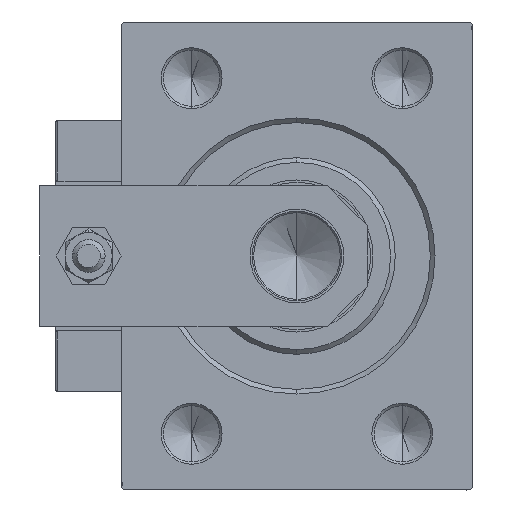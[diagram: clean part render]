
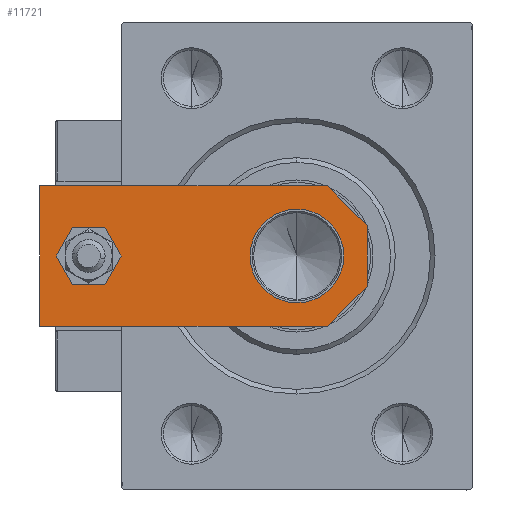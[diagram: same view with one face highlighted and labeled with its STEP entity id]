
A CAD part, left-side view. The second image highlights one B-rep face of the part: STEP entity #11721.
In plain terms, the highlighted face is planar.
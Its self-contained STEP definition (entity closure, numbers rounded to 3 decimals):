
#75 = EDGE_CURVE ( 'NONE', #45601, #32534, #48115, .T. ) ;
#252 = CARTESIAN_POINT ( 'NONE',  ( -15., 0., 8. ) ) ;
#283 = ORIENTED_EDGE ( 'NONE', *, *, #75, .T. ) ;
#303 = ORIENTED_EDGE ( 'NONE', *, *, #38972, .F. ) ;
#816 = VERTEX_POINT ( 'NONE', #51316 ) ;
#1366 = VERTEX_POINT ( 'NONE', #9277 ) ;
#1484 = FACE_BOUND ( 'NONE', #5738, .T. ) ;
#1796 = CARTESIAN_POINT ( 'NONE',  ( -15., 8.5, 8. ) ) ;
#2693 = VECTOR ( 'NONE', #34625, 1000. ) ;
#2991 = VERTEX_POINT ( 'NONE', #46180 ) ;
#3559 = CARTESIAN_POINT ( 'NONE',  ( 0., 59.5, 8. ) ) ;
#3872 = LINE ( 'NONE', #8025, #7553 ) ;
#5216 = CARTESIAN_POINT ( 'NONE',  ( -3.25, -3.25, 8. ) ) ;
#5650 = DIRECTION ( 'NONE',  ( 0., 1., 0. ) ) ;
#5738 = EDGE_LOOP ( 'NONE', ( #47120, #45897 ) ) ;
#5907 = LINE ( 'NONE', #41299, #24329 ) ;
#6783 = CARTESIAN_POINT ( 'NONE',  ( -6.5, 0., 8. ) ) ;
#7553 = VECTOR ( 'NONE', #23901, 1000. ) ;
#7767 = AXIS2_PLACEMENT_3D ( 'NONE', #47204, #44067, #27689 ) ;
#8025 = CARTESIAN_POINT ( 'NONE',  ( 3.25, -3.25, 8. ) ) ;
#9277 = CARTESIAN_POINT ( 'NONE',  ( 10., 15., 8. ) ) ;
#9313 = CIRCLE ( 'NONE', #40028, 4. ) ;
#10235 = ORIENTED_EDGE ( 'NONE', *, *, #34048, .T. ) ;
#11077 = ORIENTED_EDGE ( 'NONE', *, *, #37166, .T. ) ;
#11721 = ADVANCED_FACE ( 'NONE', ( #12376, #25424, #1484 ), #20199, .T. ) ;
#11776 = VERTEX_POINT ( 'NONE', #45190 ) ;
#12376 = FACE_BOUND ( 'NONE', #31321, .T. ) ;
#12807 = ORIENTED_EDGE ( 'NONE', *, *, #15936, .F. ) ;
#14166 = EDGE_CURVE ( 'NONE', #1366, #29661, #15213, .T. ) ;
#15090 = AXIS2_PLACEMENT_3D ( 'NONE', #32173, #28270, #24639 ) ;
#15213 = CIRCLE ( 'NONE', #40132, 10. ) ;
#15936 = EDGE_CURVE ( 'NONE', #2991, #45112, #36885, .T. ) ;
#16017 = CIRCLE ( 'NONE', #28481, 10. ) ;
#16100 = DIRECTION ( 'NONE',  ( 1., 0., 0. ) ) ;
#20199 = PLANE ( 'NONE',  #15090 ) ;
#20451 = CARTESIAN_POINT ( 'NONE',  ( 0., 15., 8. ) ) ;
#21027 = CARTESIAN_POINT ( 'NONE',  ( -10., 15., 8. ) ) ;
#21938 = CARTESIAN_POINT ( 'NONE',  ( -15., 70., 8. ) ) ;
#22569 = DIRECTION ( 'NONE',  ( -1., 0., 0. ) ) ;
#23901 = DIRECTION ( 'NONE',  ( 0.707, 0.707, 0. ) ) ;
#24329 = VECTOR ( 'NONE', #5650, 1000. ) ;
#24368 = DIRECTION ( 'NONE',  ( 0., 0., 1. ) ) ;
#24639 = DIRECTION ( 'NONE',  ( 1., 0., 0. ) ) ;
#25424 = FACE_OUTER_BOUND ( 'NONE', #44831, .T. ) ;
#26289 = CARTESIAN_POINT ( 'NONE',  ( 6.5, 0., 8. ) ) ;
#26822 = CARTESIAN_POINT ( 'NONE',  ( -15., 70., 8. ) ) ;
#27159 = DIRECTION ( 'NONE',  ( 0., 0., 1. ) ) ;
#27230 = DIRECTION ( 'NONE',  ( 0., 0., 1. ) ) ;
#27689 = DIRECTION ( 'NONE',  ( 1., 0., 0. ) ) ;
#27744 = DIRECTION ( 'NONE',  ( 1., 0., 0. ) ) ;
#28270 = DIRECTION ( 'NONE',  ( 0., 0., 1. ) ) ;
#28481 = AXIS2_PLACEMENT_3D ( 'NONE', #20451, #24368, #49077 ) ;
#28972 = VECTOR ( 'NONE', #16100, 1000. ) ;
#29151 = LINE ( 'NONE', #36715, #37902 ) ;
#29661 = VERTEX_POINT ( 'NONE', #21027 ) ;
#29753 = ORIENTED_EDGE ( 'NONE', *, *, #46731, .T. ) ;
#31321 = EDGE_LOOP ( 'NONE', ( #303, #12807 ) ) ;
#32173 = CARTESIAN_POINT ( 'NONE',  ( 0., 0., 8. ) ) ;
#32534 = VERTEX_POINT ( 'NONE', #26289 ) ;
#32874 = ORIENTED_EDGE ( 'NONE', *, *, #47939, .T. ) ;
#34048 = EDGE_CURVE ( 'NONE', #32534, #816, #3872, .T. ) ;
#34625 = DIRECTION ( 'NONE',  ( 0., -1., 0. ) ) ;
#35064 = VERTEX_POINT ( 'NONE', #1796 ) ;
#35704 = EDGE_CURVE ( 'NONE', #40556, #35064, #38018, .T. ) ;
#36715 = CARTESIAN_POINT ( 'NONE',  ( 15., 70., 8. ) ) ;
#36885 = CIRCLE ( 'NONE', #7767, 4. ) ;
#37166 = EDGE_CURVE ( 'NONE', #816, #11776, #5907, .T. ) ;
#37220 = DIRECTION ( 'NONE',  ( 0.707, -0.707, 0. ) ) ;
#37819 = ORIENTED_EDGE ( 'NONE', *, *, #35704, .T. ) ;
#37902 = VECTOR ( 'NONE', #22569, 1000. ) ;
#38018 = LINE ( 'NONE', #26822, #2693 ) ;
#38972 = EDGE_CURVE ( 'NONE', #45112, #2991, #9313, .T. ) ;
#40028 = AXIS2_PLACEMENT_3D ( 'NONE', #3559, #27230, #27744 ) ;
#40132 = AXIS2_PLACEMENT_3D ( 'NONE', #47689, #27159, #51331 ) ;
#40556 = VERTEX_POINT ( 'NONE', #21938 ) ;
#40594 = LINE ( 'NONE', #5216, #46943 ) ;
#41025 = EDGE_CURVE ( 'NONE', #29661, #1366, #16017, .T. ) ;
#41299 = CARTESIAN_POINT ( 'NONE',  ( 15., 0., 8. ) ) ;
#42566 = CARTESIAN_POINT ( 'NONE',  ( -4., 59.5, 8. ) ) ;
#44067 = DIRECTION ( 'NONE',  ( 0., 0., 1. ) ) ;
#44831 = EDGE_LOOP ( 'NONE', ( #37819, #29753, #283, #10235, #11077, #32874 ) ) ;
#45112 = VERTEX_POINT ( 'NONE', #42566 ) ;
#45190 = CARTESIAN_POINT ( 'NONE',  ( 15., 70., 8. ) ) ;
#45601 = VERTEX_POINT ( 'NONE', #6783 ) ;
#45897 = ORIENTED_EDGE ( 'NONE', *, *, #14166, .F. ) ;
#46180 = CARTESIAN_POINT ( 'NONE',  ( 4., 59.5, 8. ) ) ;
#46731 = EDGE_CURVE ( 'NONE', #35064, #45601, #40594, .T. ) ;
#46943 = VECTOR ( 'NONE', #37220, 1000. ) ;
#47120 = ORIENTED_EDGE ( 'NONE', *, *, #41025, .F. ) ;
#47204 = CARTESIAN_POINT ( 'NONE',  ( 0., 59.5, 8. ) ) ;
#47689 = CARTESIAN_POINT ( 'NONE',  ( 0., 15., 8. ) ) ;
#47939 = EDGE_CURVE ( 'NONE', #11776, #40556, #29151, .T. ) ;
#48115 = LINE ( 'NONE', #252, #28972 ) ;
#49077 = DIRECTION ( 'NONE',  ( 1., 0., 0. ) ) ;
#51316 = CARTESIAN_POINT ( 'NONE',  ( 15., 8.5, 8. ) ) ;
#51331 = DIRECTION ( 'NONE',  ( 1., 0., 0. ) ) ;
